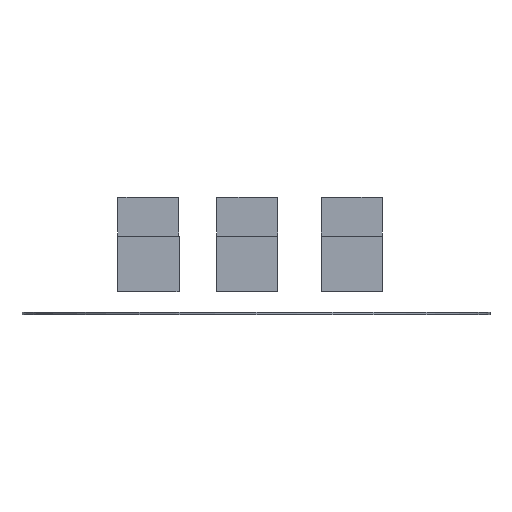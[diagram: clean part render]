
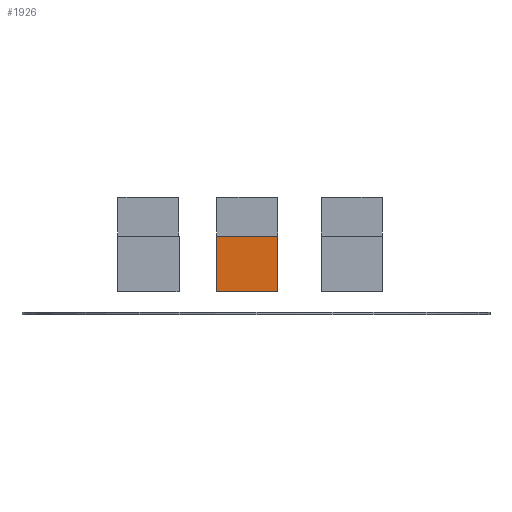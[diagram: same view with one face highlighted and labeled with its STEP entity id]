
A CAD part, front view. The second image highlights one B-rep face of the part: STEP entity #1926.
In plain terms, the highlighted planar face has unit normal (0, -1, 0).
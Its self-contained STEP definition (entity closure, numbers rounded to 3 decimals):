
#1901 = VERTEX_POINT('',#1902);
#1902 = CARTESIAN_POINT('',(5.25,-2.35,9.55));
#1908 = EDGE_CURVE('',#1909,#1901,#1911,.T.);
#1909 = VERTEX_POINT('',#1910);
#1910 = CARTESIAN_POINT('',(5.25,-2.35,0.));
#1911 = LINE('',#1912,#1913);
#1912 = CARTESIAN_POINT('',(5.25,-2.35,0.));
#1913 = VECTOR('',#1914,1.);
#1914 = DIRECTION('',(0.,0.,1.));
#1926 = ADVANCED_FACE('',(#1927),#1952,.T.);
#1927 = FACE_BOUND('',#1928,.T.);
#1928 = EDGE_LOOP('',(#1929,#1930,#1938,#1946));
#1929 = ORIENTED_EDGE('',*,*,#1908,.T.);
#1930 = ORIENTED_EDGE('',*,*,#1931,.T.);
#1931 = EDGE_CURVE('',#1901,#1932,#1934,.T.);
#1932 = VERTEX_POINT('',#1933);
#1933 = CARTESIAN_POINT('',(-5.25,-2.35,9.55));
#1934 = LINE('',#1935,#1936);
#1935 = CARTESIAN_POINT('',(5.25,-2.35,9.55));
#1936 = VECTOR('',#1937,1.);
#1937 = DIRECTION('',(-1.,0.,0.));
#1938 = ORIENTED_EDGE('',*,*,#1939,.F.);
#1939 = EDGE_CURVE('',#1940,#1932,#1942,.T.);
#1940 = VERTEX_POINT('',#1941);
#1941 = CARTESIAN_POINT('',(-5.25,-2.35,0.));
#1942 = LINE('',#1943,#1944);
#1943 = CARTESIAN_POINT('',(-5.25,-2.35,0.));
#1944 = VECTOR('',#1945,1.);
#1945 = DIRECTION('',(0.,0.,1.));
#1946 = ORIENTED_EDGE('',*,*,#1947,.F.);
#1947 = EDGE_CURVE('',#1909,#1940,#1948,.T.);
#1948 = LINE('',#1949,#1950);
#1949 = CARTESIAN_POINT('',(5.25,-2.35,0.));
#1950 = VECTOR('',#1951,1.);
#1951 = DIRECTION('',(-1.,0.,0.));
#1952 = PLANE('',#1953);
#1953 = AXIS2_PLACEMENT_3D('',#1954,#1955,#1956);
#1954 = CARTESIAN_POINT('',(5.25,-2.35,0.));
#1955 = DIRECTION('',(0.,-1.,0.));
#1956 = DIRECTION('',(-1.,0.,0.));
